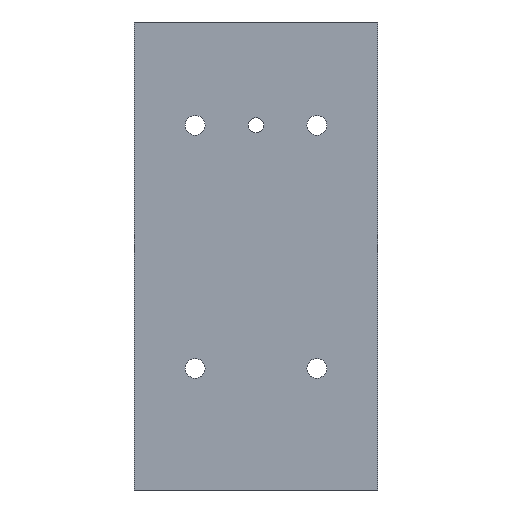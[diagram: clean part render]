
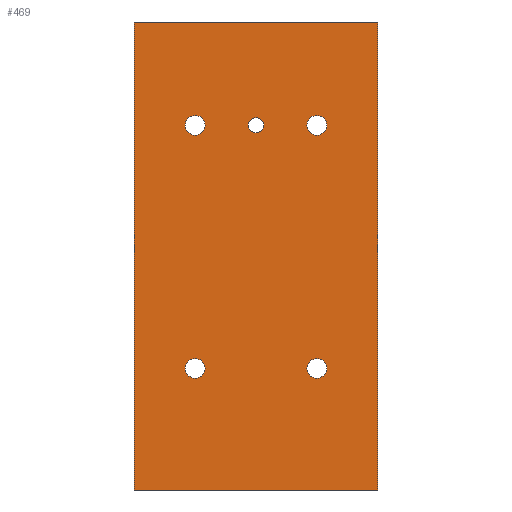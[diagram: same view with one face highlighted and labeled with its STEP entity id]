
A CAD part, front view. The second image highlights one B-rep face of the part: STEP entity #469.
In plain terms, the highlighted planar face has unit normal (0, -1, 0).
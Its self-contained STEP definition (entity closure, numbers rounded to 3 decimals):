
#22=FACE_BOUND('',#97,.T.);
#23=FACE_BOUND('',#98,.T.);
#24=FACE_BOUND('',#99,.T.);
#25=FACE_BOUND('',#100,.T.);
#26=FACE_BOUND('',#101,.T.);
#41=PLANE('',#523);
#65=FACE_OUTER_BOUND('',#96,.T.);
#96=EDGE_LOOP('',(#412,#413,#414,#415));
#97=EDGE_LOOP('',(#416));
#98=EDGE_LOOP('',(#417));
#99=EDGE_LOOP('',(#418));
#100=EDGE_LOOP('',(#419));
#101=EDGE_LOOP('',(#420));
#138=LINE('',#749,#184);
#148=LINE('',#773,#194);
#149=LINE('',#775,#195);
#150=LINE('',#776,#196);
#184=VECTOR('',#616,10.);
#194=VECTOR('',#644,10.);
#195=VECTOR('',#645,10.);
#196=VECTOR('',#646,10.);
#204=CIRCLE('',#496,2.518);
#206=CIRCLE('',#499,3.25);
#208=CIRCLE('',#502,3.25);
#210=CIRCLE('',#505,3.25);
#212=CIRCLE('',#508,3.25);
#227=VERTEX_POINT('',#686);
#229=VERTEX_POINT('',#692);
#231=VERTEX_POINT('',#698);
#233=VERTEX_POINT('',#704);
#235=VERTEX_POINT('',#710);
#247=VERTEX_POINT('',#746);
#248=VERTEX_POINT('',#748);
#253=VERTEX_POINT('',#772);
#254=VERTEX_POINT('',#774);
#270=EDGE_CURVE('',#227,#227,#204,.T.);
#273=EDGE_CURVE('',#229,#229,#206,.T.);
#276=EDGE_CURVE('',#231,#231,#208,.T.);
#279=EDGE_CURVE('',#233,#233,#210,.T.);
#282=EDGE_CURVE('',#235,#235,#212,.T.);
#300=EDGE_CURVE('',#248,#247,#138,.T.);
#312=EDGE_CURVE('',#253,#248,#148,.T.);
#313=EDGE_CURVE('',#254,#247,#149,.T.);
#314=EDGE_CURVE('',#253,#254,#150,.T.);
#412=ORIENTED_EDGE('',*,*,#312,.T.);
#413=ORIENTED_EDGE('',*,*,#300,.T.);
#414=ORIENTED_EDGE('',*,*,#313,.F.);
#415=ORIENTED_EDGE('',*,*,#314,.F.);
#416=ORIENTED_EDGE('',*,*,#270,.T.);
#417=ORIENTED_EDGE('',*,*,#273,.T.);
#418=ORIENTED_EDGE('',*,*,#276,.T.);
#419=ORIENTED_EDGE('',*,*,#279,.T.);
#420=ORIENTED_EDGE('',*,*,#282,.T.);
#469=ADVANCED_FACE('',(#65,#22,#23,#24,#25,#26),#41,.T.);
#496=AXIS2_PLACEMENT_3D('',#688,#557,#558);
#499=AXIS2_PLACEMENT_3D('',#694,#564,#565);
#502=AXIS2_PLACEMENT_3D('',#700,#571,#572);
#505=AXIS2_PLACEMENT_3D('',#706,#578,#579);
#508=AXIS2_PLACEMENT_3D('',#712,#585,#586);
#523=AXIS2_PLACEMENT_3D('',#771,#642,#643);
#557=DIRECTION('center_axis',(0.,1.,0.));
#558=DIRECTION('ref_axis',(0.,0.,1.));
#564=DIRECTION('center_axis',(0.,1.,0.));
#565=DIRECTION('ref_axis',(0.,0.,1.));
#571=DIRECTION('center_axis',(0.,1.,0.));
#572=DIRECTION('ref_axis',(0.,0.,1.));
#578=DIRECTION('center_axis',(0.,1.,0.));
#579=DIRECTION('ref_axis',(0.,0.,1.));
#585=DIRECTION('center_axis',(0.,1.,0.));
#586=DIRECTION('ref_axis',(0.,0.,1.));
#616=DIRECTION('',(-1.,0.,0.));
#642=DIRECTION('center_axis',(0.,-1.,0.));
#643=DIRECTION('ref_axis',(0.,0.,1.));
#644=DIRECTION('',(0.,0.,1.));
#645=DIRECTION('',(0.,0.,1.));
#646=DIRECTION('',(-1.,0.,0.));
#686=CARTESIAN_POINT('',(310.,126.977,287.483));
#688=CARTESIAN_POINT('Origin',(310.,126.977,290.));
#692=CARTESIAN_POINT('',(330.,126.977,206.75));
#694=CARTESIAN_POINT('Origin',(330.,126.977,210.));
#698=CARTESIAN_POINT('',(330.,126.977,286.75));
#700=CARTESIAN_POINT('Origin',(330.,126.977,290.));
#704=CARTESIAN_POINT('',(290.,126.977,286.75));
#706=CARTESIAN_POINT('Origin',(290.,126.977,290.));
#710=CARTESIAN_POINT('',(290.,126.977,206.75));
#712=CARTESIAN_POINT('Origin',(290.,126.977,210.));
#746=CARTESIAN_POINT('',(270.,126.977,324.));
#748=CARTESIAN_POINT('',(350.,126.977,324.));
#749=CARTESIAN_POINT('',(350.,126.977,324.));
#771=CARTESIAN_POINT('Origin',(350.,126.977,170.));
#772=CARTESIAN_POINT('',(350.,126.977,170.));
#773=CARTESIAN_POINT('',(350.,126.977,170.));
#774=CARTESIAN_POINT('',(270.,126.977,170.));
#775=CARTESIAN_POINT('',(270.,126.977,170.));
#776=CARTESIAN_POINT('',(350.,126.977,170.));
